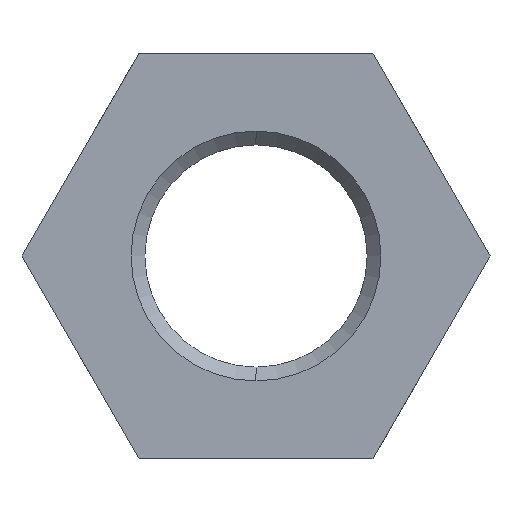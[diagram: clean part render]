
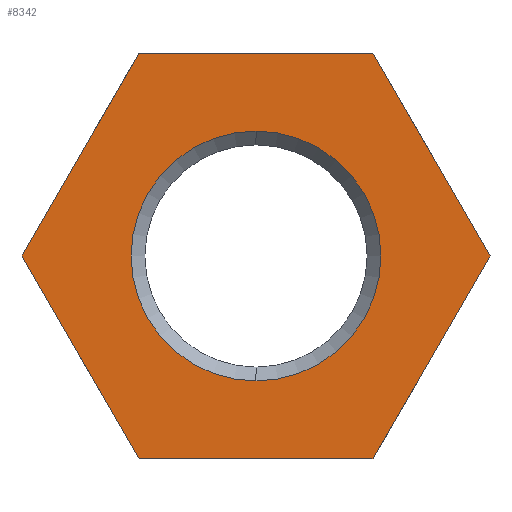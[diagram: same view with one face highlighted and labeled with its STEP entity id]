
A CAD part, left-side view. The second image highlights one B-rep face of the part: STEP entity #8342.
In plain terms, the highlighted planar face has unit normal (-1, 0, 0).
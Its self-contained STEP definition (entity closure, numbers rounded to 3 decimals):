
#35 = DIRECTION ( 'NONE',  ( 1., 0., 0. ) ) ;
#369 = DIRECTION ( 'NONE',  ( 0., 1., 0. ) ) ;
#398 = EDGE_CURVE ( 'NONE', #7143, #7820, #12035, .T. ) ;
#1125 = VECTOR ( 'NONE', #369, 1000. ) ;
#1321 = ORIENTED_EDGE ( 'NONE', *, *, #398, .F. ) ;
#1334 = CARTESIAN_POINT ( 'NONE',  ( -8., 21.32, 0. ) ) ;
#1545 = ORIENTED_EDGE ( 'NONE', *, *, #13064, .T. ) ;
#2007 = CARTESIAN_POINT ( 'NONE',  ( -8., 19.63, 0. ) ) ;
#2111 = LINE ( 'NONE', #5071, #2750 ) ;
#2149 = CARTESIAN_POINT ( 'NONE',  ( -8., -2.222, 30.151 ) ) ;
#2183 = ORIENTED_EDGE ( 'NONE', *, *, #11541, .F. ) ;
#2189 = DIRECTION ( 'NONE',  ( 1., 0., 0. ) ) ;
#2350 = PLANE ( 'NONE',  #9155 ) ;
#2446 = EDGE_CURVE ( 'NONE', #12081, #2657, #5483, .T. ) ;
#2657 = VERTEX_POINT ( 'NONE', #6558 ) ;
#2750 = VECTOR ( 'NONE', #5026, 1000. ) ;
#2874 = CARTESIAN_POINT ( 'NONE',  ( -8., -19.63, 0. ) ) ;
#2882 = CARTESIAN_POINT ( 'NONE',  ( -8., -9.815, 17. ) ) ;
#2903 = VERTEX_POINT ( 'NONE', #8927 ) ;
#2928 = ORIENTED_EDGE ( 'NONE', *, *, #10814, .F. ) ;
#3765 = CARTESIAN_POINT ( 'NONE',  ( -8., 9.815, -17. ) ) ;
#4014 = DIRECTION ( 'NONE',  ( 0., -0.5, -0.866 ) ) ;
#4261 = DIRECTION ( 'NONE',  ( 0., 0., -1. ) ) ;
#4461 = CARTESIAN_POINT ( 'NONE',  ( -8., -25., -17. ) ) ;
#4712 = FACE_BOUND ( 'NONE', #8487, .T. ) ;
#4839 = DIRECTION ( 'NONE',  ( 0., 0.5, 0.866 ) ) ;
#4928 = VECTOR ( 'NONE', #4839, 1000. ) ;
#5026 = DIRECTION ( 'NONE',  ( 0., -1., 0. ) ) ;
#5030 = FACE_OUTER_BOUND ( 'NONE', #7988, .T. ) ;
#5071 = CARTESIAN_POINT ( 'NONE',  ( -8., 25., 17. ) ) ;
#5251 = DIRECTION ( 'NONE',  ( 0., -0.5, 0.866 ) ) ;
#5483 = LINE ( 'NONE', #8175, #10702 ) ;
#5760 = VERTEX_POINT ( 'NONE', #9964 ) ;
#5851 = EDGE_CURVE ( 'NONE', #7820, #2903, #12582, .T. ) ;
#6078 = CARTESIAN_POINT ( 'NONE',  ( -8., 0., 0. ) ) ;
#6558 = CARTESIAN_POINT ( 'NONE',  ( -8., 9.815, 17. ) ) ;
#6706 = VERTEX_POINT ( 'NONE', #3765 ) ;
#6903 = VECTOR ( 'NONE', #12452, 1000. ) ;
#7039 = AXIS2_PLACEMENT_3D ( 'NONE', #10307, #2189, #4261 ) ;
#7143 = VERTEX_POINT ( 'NONE', #2882 ) ;
#7145 = CIRCLE ( 'NONE', #10172, 10.48 ) ;
#7755 = CARTESIAN_POINT ( 'NONE',  ( -8., 0., -10.48 ) ) ;
#7820 = VERTEX_POINT ( 'NONE', #2874 ) ;
#7988 = EDGE_LOOP ( 'NONE', ( #11012, #1321, #9042, #10517, #2928, #2183 ) ) ;
#8175 = CARTESIAN_POINT ( 'NONE',  ( -8., 27.222, -13.151 ) ) ;
#8342 = ADVANCED_FACE ( 'NONE', ( #5030, #4712 ), #2350, .T. ) ;
#8395 = DIRECTION ( 'NONE',  ( 0., 0., 1. ) ) ;
#8487 = EDGE_LOOP ( 'NONE', ( #1545, #11869 ) ) ;
#8927 = CARTESIAN_POINT ( 'NONE',  ( -8., -9.815, -17. ) ) ;
#9042 = ORIENTED_EDGE ( 'NONE', *, *, #10315, .F. ) ;
#9155 = AXIS2_PLACEMENT_3D ( 'NONE', #1334, #11464, #8395 ) ;
#9964 = CARTESIAN_POINT ( 'NONE',  ( -8., 0., 10.48 ) ) ;
#10172 = AXIS2_PLACEMENT_3D ( 'NONE', #6078, #35, #10916 ) ;
#10307 = CARTESIAN_POINT ( 'NONE',  ( -8., 0., 0. ) ) ;
#10315 = EDGE_CURVE ( 'NONE', #2657, #7143, #2111, .T. ) ;
#10431 = CARTESIAN_POINT ( 'NONE',  ( -8., -27.222, 13.151 ) ) ;
#10517 = ORIENTED_EDGE ( 'NONE', *, *, #2446, .F. ) ;
#10702 = VECTOR ( 'NONE', #5251, 1000. ) ;
#10753 = LINE ( 'NONE', #4461, #1125 ) ;
#10814 = EDGE_CURVE ( 'NONE', #6706, #12081, #10927, .T. ) ;
#10835 = CARTESIAN_POINT ( 'NONE',  ( -8., 2.222, -30.151 ) ) ;
#10916 = DIRECTION ( 'NONE',  ( 0., 0., -1. ) ) ;
#10927 = LINE ( 'NONE', #10835, #4928 ) ;
#10964 = EDGE_CURVE ( 'NONE', #11929, #5760, #7145, .T. ) ;
#11012 = ORIENTED_EDGE ( 'NONE', *, *, #5851, .F. ) ;
#11464 = DIRECTION ( 'NONE',  ( -1., 0., 0. ) ) ;
#11541 = EDGE_CURVE ( 'NONE', #2903, #6706, #10753, .T. ) ;
#11637 = CIRCLE ( 'NONE', #7039, 10.48 ) ;
#11705 = VECTOR ( 'NONE', #4014, 1000. ) ;
#11869 = ORIENTED_EDGE ( 'NONE', *, *, #10964, .T. ) ;
#11929 = VERTEX_POINT ( 'NONE', #7755 ) ;
#12035 = LINE ( 'NONE', #2149, #11705 ) ;
#12081 = VERTEX_POINT ( 'NONE', #2007 ) ;
#12452 = DIRECTION ( 'NONE',  ( 0., 0.5, -0.866 ) ) ;
#12582 = LINE ( 'NONE', #10431, #6903 ) ;
#13064 = EDGE_CURVE ( 'NONE', #5760, #11929, #11637, .T. ) ;
